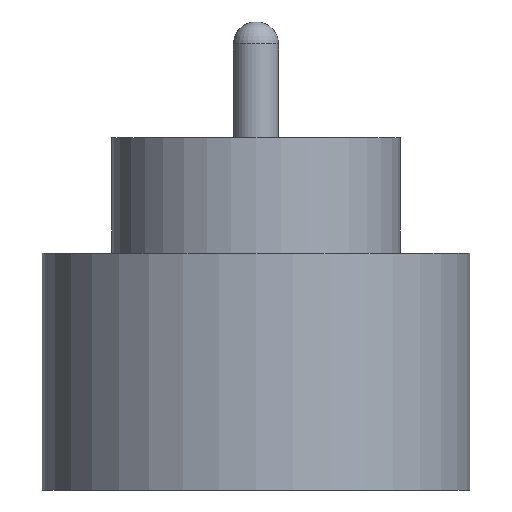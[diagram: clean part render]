
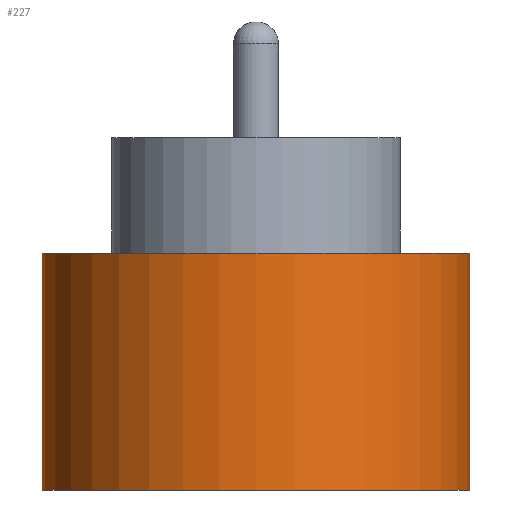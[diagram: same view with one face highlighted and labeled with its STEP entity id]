
A CAD part, front view. The second image highlights one B-rep face of the part: STEP entity #227.
In plain terms, the highlighted cylindrical face has radius 1.85 mm (diameter 3.7 mm), a partial arc.
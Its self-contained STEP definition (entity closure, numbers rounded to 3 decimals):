
#20 = EDGE_CURVE ( 'NONE', #416, #362, #263, .T. ) ;
#23 = CARTESIAN_POINT ( 'NONE',  ( 0., 0., 2.55 ) ) ;
#189 = CIRCLE ( 'NONE', #364, 1.85 ) ;
#207 = DIRECTION ( 'NONE',  ( 0., 0., -1. ) ) ;
#210 = EDGE_CURVE ( 'NONE', #416, #698, #189, .T. ) ;
#223 = CIRCLE ( 'NONE', #722, 1.85 ) ;
#227 = ADVANCED_FACE ( 'NONE', ( #348 ), #520, .T. ) ;
#240 = ORIENTED_EDGE ( 'NONE', *, *, #384, .F. ) ;
#262 = VECTOR ( 'NONE', #726, 1000. ) ;
#263 = LINE ( 'NONE', #283, #744 ) ;
#264 = CARTESIAN_POINT ( 'NONE',  ( -1.85, 0., -0.5 ) ) ;
#268 = DIRECTION ( 'NONE',  ( 1., 0., 0. ) ) ;
#270 = CARTESIAN_POINT ( 'NONE',  ( 1.85, 0., 2.55 ) ) ;
#283 = CARTESIAN_POINT ( 'NONE',  ( -1.85, 0., 2.55 ) ) ;
#320 = EDGE_CURVE ( 'NONE', #362, #761, #223, .T. ) ;
#330 = CARTESIAN_POINT ( 'NONE',  ( 0., 0., 1.55 ) ) ;
#340 = ORIENTED_EDGE ( 'NONE', *, *, #320, .T. ) ;
#348 = FACE_OUTER_BOUND ( 'NONE', #778, .T. ) ;
#352 = AXIS2_PLACEMENT_3D ( 'NONE', #23, #207, #652 ) ;
#362 = VERTEX_POINT ( 'NONE', #264 ) ;
#364 = AXIS2_PLACEMENT_3D ( 'NONE', #330, #529, #268 ) ;
#384 = EDGE_CURVE ( 'NONE', #698, #761, #759, .T. ) ;
#388 = ORIENTED_EDGE ( 'NONE', *, *, #20, .T. ) ;
#390 = CARTESIAN_POINT ( 'NONE',  ( 1.85, 0., -0.5 ) ) ;
#409 = DIRECTION ( 'NONE',  ( 0., 0., -1. ) ) ;
#416 = VERTEX_POINT ( 'NONE', #785 ) ;
#513 = DIRECTION ( 'NONE',  ( 1., 0., 0. ) ) ;
#520 = CYLINDRICAL_SURFACE ( 'NONE', #352, 1.85 ) ;
#528 = DIRECTION ( 'NONE',  ( 0., 0., 1. ) ) ;
#529 = DIRECTION ( 'NONE',  ( 0., 0., 1. ) ) ;
#632 = CARTESIAN_POINT ( 'NONE',  ( 1.85, 0., 1.55 ) ) ;
#645 = CARTESIAN_POINT ( 'NONE',  ( 0., 0., -0.5 ) ) ;
#652 = DIRECTION ( 'NONE',  ( -1., 0., 0. ) ) ;
#698 = VERTEX_POINT ( 'NONE', #632 ) ;
#722 = AXIS2_PLACEMENT_3D ( 'NONE', #645, #528, #513 ) ;
#726 = DIRECTION ( 'NONE',  ( 0., 0., -1. ) ) ;
#744 = VECTOR ( 'NONE', #409, 1000. ) ;
#759 = LINE ( 'NONE', #270, #262 ) ;
#761 = VERTEX_POINT ( 'NONE', #390 ) ;
#778 = EDGE_LOOP ( 'NONE', ( #240, #795, #388, #340 ) ) ;
#785 = CARTESIAN_POINT ( 'NONE',  ( -1.85, 0., 1.55 ) ) ;
#795 = ORIENTED_EDGE ( 'NONE', *, *, #210, .F. ) ;
